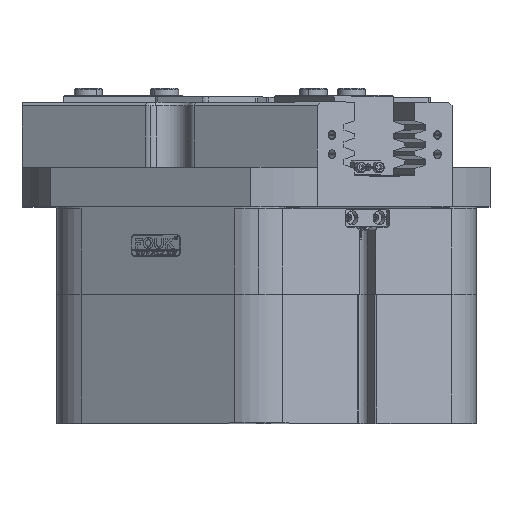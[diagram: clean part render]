
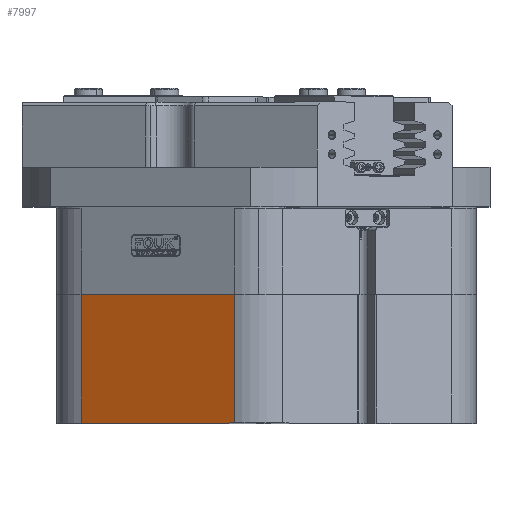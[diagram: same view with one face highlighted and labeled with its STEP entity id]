
A CAD part, top view. The second image highlights one B-rep face of the part: STEP entity #7997.
In plain terms, the highlighted face is planar.
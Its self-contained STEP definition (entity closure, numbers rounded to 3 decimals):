
#3343 = CARTESIAN_POINT ( 'NONE',  ( 17., 0., -131.059 ) ) ;
#5032 = CARTESIAN_POINT ( 'NONE',  ( 105., 74., -80.252 ) ) ;
#7997 = ADVANCED_FACE ( 'NONE', ( #32798 ), #41560, .T. ) ;
#8501 = EDGE_CURVE ( 'NONE', #21868, #31288, #44201, .T. ) ;
#8851 = CARTESIAN_POINT ( 'NONE',  ( 244., 0., 0. ) ) ;
#9952 = ORIENTED_EDGE ( 'NONE', *, *, #37613, .T. ) ;
#11699 = CARTESIAN_POINT ( 'NONE',  ( 17., 74., -131.059 ) ) ;
#14218 = CARTESIAN_POINT ( 'NONE',  ( 61., 0., -105.655 ) ) ;
#17892 = DIRECTION ( 'NONE',  ( -0.866, 0., -0.5 ) ) ;
#18186 = VECTOR ( 'NONE', #25654, 1000. ) ;
#18349 = ORIENTED_EDGE ( 'NONE', *, *, #36903, .T. ) ;
#19694 = DIRECTION ( 'NONE',  ( -0.866, 0., -0.5 ) ) ;
#20786 = VECTOR ( 'NONE', #28046, 1000. ) ;
#21596 = CARTESIAN_POINT ( 'NONE',  ( 17., 0., -131.059 ) ) ;
#21868 = VERTEX_POINT ( 'NONE', #43986 ) ;
#24597 = EDGE_CURVE ( 'NONE', #21868, #44489, #42456, .T. ) ;
#25654 = DIRECTION ( 'NONE',  ( 0., 1., 0. ) ) ;
#26413 = ORIENTED_EDGE ( 'NONE', *, *, #8501, .T. ) ;
#27627 = CARTESIAN_POINT ( 'NONE',  ( 105., 0., -80.252 ) ) ;
#28046 = DIRECTION ( 'NONE',  ( 0., -1., 0. ) ) ;
#29568 = LINE ( 'NONE', #14218, #43249 ) ;
#31288 = VERTEX_POINT ( 'NONE', #27627 ) ;
#31850 = CARTESIAN_POINT ( 'NONE',  ( 105., 0., -80.252 ) ) ;
#32047 = VERTEX_POINT ( 'NONE', #21596 ) ;
#32798 = FACE_OUTER_BOUND ( 'NONE', #39210, .T. ) ;
#35596 = AXIS2_PLACEMENT_3D ( 'NONE', #8851, #38055, #19694 ) ;
#36903 = EDGE_CURVE ( 'NONE', #32047, #44489, #37615, .T. ) ;
#37613 = EDGE_CURVE ( 'NONE', #31288, #32047, #29568, .T. ) ;
#37615 = LINE ( 'NONE', #3343, #18186 ) ;
#37870 = DIRECTION ( 'NONE',  ( -0.866, 0., -0.5 ) ) ;
#38055 = DIRECTION ( 'NONE',  ( 0.5, 0., -0.866 ) ) ;
#39210 = EDGE_LOOP ( 'NONE', ( #18349, #42433, #26413, #9952 ) ) ;
#41560 = PLANE ( 'NONE',  #35596 ) ;
#42433 = ORIENTED_EDGE ( 'NONE', *, *, #24597, .F. ) ;
#42456 = LINE ( 'NONE', #5032, #44768 ) ;
#43249 = VECTOR ( 'NONE', #17892, 1000. ) ;
#43986 = CARTESIAN_POINT ( 'NONE',  ( 105., 74., -80.252 ) ) ;
#44201 = LINE ( 'NONE', #31850, #20786 ) ;
#44489 = VERTEX_POINT ( 'NONE', #11699 ) ;
#44768 = VECTOR ( 'NONE', #37870, 1000. ) ;
